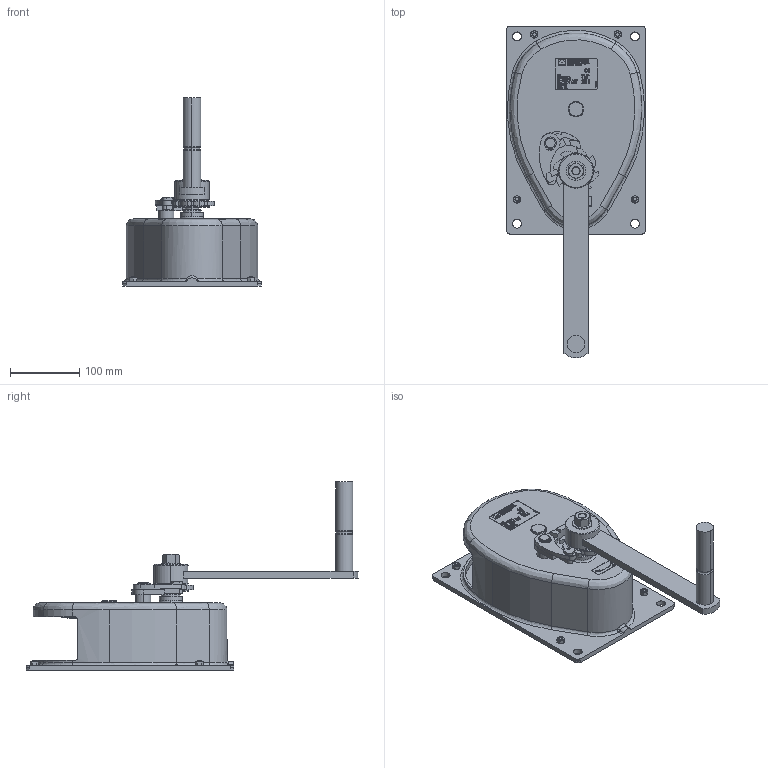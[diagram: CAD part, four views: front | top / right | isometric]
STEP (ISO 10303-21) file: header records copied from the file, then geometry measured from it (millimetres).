
FILE_DESCRIPTION(('CoCreate Modeling STEP Export'),'2;1');
FILE_NAME('200047.stp','2009-10-28T 8:53:02',(''),(''),'CoCreate Modeling STEP processor for AP214 (Solid Model)','CoCreate Modeling 16.00A 16-Aug-2008 (C) Parametric Technology GmbH','');
FILE_SCHEMA(('AUTOMOTIVE_DESIGN { 1 0 10303 214 1 1 1 1 }'));
Length unit declared in the file: millimetre
Products named in the file (3): Kurbel; Gehäuse; Seilwinde_200047_220.0_3
Assembly tree (2 placements, depth 2):
  Seilwinde_200047_220.0_3
    Gehäuse
    Kurbel
Bounding box: 200 x 478.91 x 271.53 mm (x, y, z)
Volume: 1223398.9 mm3; surface area: 479966.3 mm2
Topology: 2 solids, 3 shells, 1080 faces, 8232 edges, 7460 vertices
Faces by surface type: plane 455, cylinder 402, cone 161, torus 36, bspline 22, extrusion 4
Entity records: 88446 total; most frequent: CARTESIAN_POINT 25324, ORIENTED_EDGE 16472, DIRECTION 9380, EDGE_CURVE 8232, VERTEX_POINT 7460, VECTOR 6836, LINE 6832, EDGE_LOOP 1402
